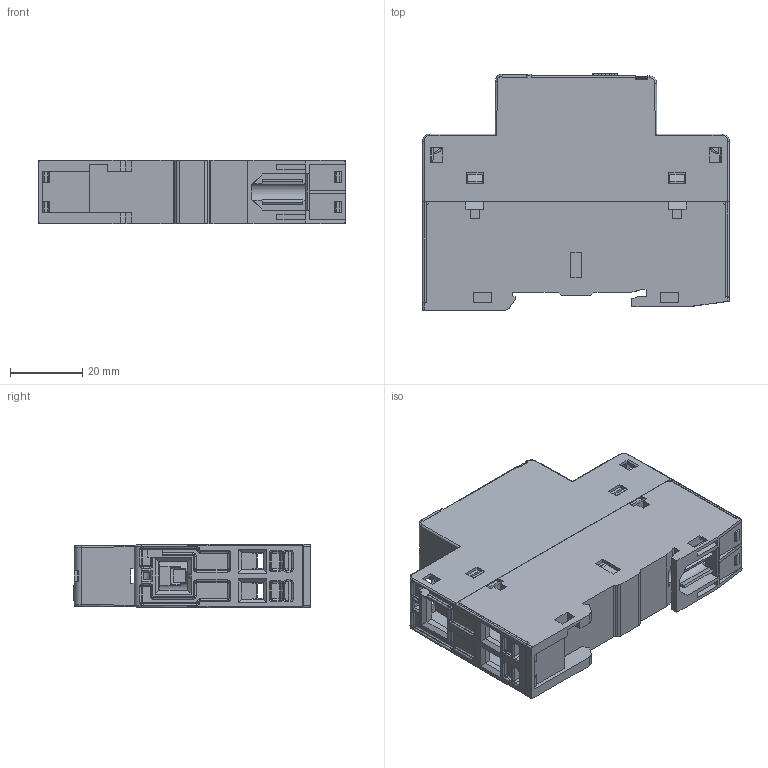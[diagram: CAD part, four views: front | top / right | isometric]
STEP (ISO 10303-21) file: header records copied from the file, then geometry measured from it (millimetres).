
FILE_DESCRIPTION((''),'2;1');
FILE_NAME('R2_00246ETI_ASM','2020-02-07T',('marketing.praksa'),('Audax d.o.o.'),'CREO PARAMETRIC BY PTC INC, 2017480','CREO PARAMETRIC BY PTC INC, 2017480','');
FILE_SCHEMA(('AUTOMOTIVE_DESIGN { 1 0 10303 214 1 1 1 1 }'));
Length unit declared in the file: millimetre
Products named in the file (10): OPEN_CASCADE_STEP_TRANSLATOR-37; OPEN_CASCADE_STEP_TRANSLAT-1370; OPEN_CASCADE_STEP_TRANSLAT-3351; OPEN_CASCADE_STEP_TRANSLAT-4065; OPEN_CASCADE_STEP_TRANSLA-76531; OPEN_CASCADE_STEP_TRANSL-148199; OPEN_CASCADE_STEP_TRANSL-148548; OPEN_CASCADE_STEP_TRANSLAT-4043_ASM; OPEN_CASCADE_STEP_TRANSLATOR-10_ASM; R2_00246ETI_ASM
Assembly tree (9 placements, depth 4):
  R2_00246ETI_ASM
    OPEN_CASCADE_STEP_TRANSLATOR-10_ASM
      OPEN_CASCADE_STEP_TRANSLATOR-37
      OPEN_CASCADE_STEP_TRANSLAT-1370
      OPEN_CASCADE_STEP_TRANSLAT-3351
      OPEN_CASCADE_STEP_TRANSLAT-4043_ASM
        OPEN_CASCADE_STEP_TRANSLAT-4065
        OPEN_CASCADE_STEP_TRANSLA-76531
        OPEN_CASCADE_STEP_TRANSL-148199
        OPEN_CASCADE_STEP_TRANSL-148548
Bounding box: 85 x 65.53 x 17.5 mm (x, y, z)
Volume: 22254.1 mm3; surface area: 40498.8 mm2
Topology: 7 solids, 7 shells, 1896 faces, 5314 edges, 3393 vertices
Faces by surface type: plane 1415, cylinder 316, torus 94, bspline 62, cone 6, sphere 3
Entity records: 62409 total; most frequent: CARTESIAN_POINT 12879, ORIENTED_EDGE 10622, DIRECTION 9637, EDGE_CURVE 5311, VECTOR 4365, LINE 4365, VERTEX_POINT 3393, AXIS2_PLACEMENT_3D 2636
